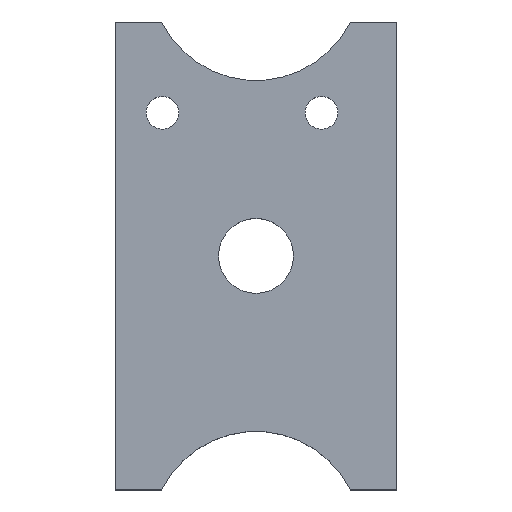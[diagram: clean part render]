
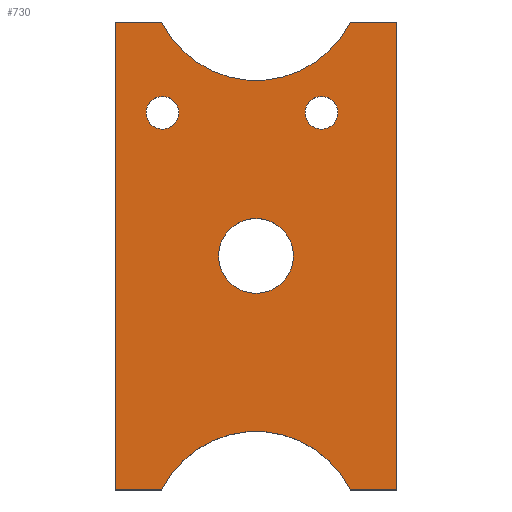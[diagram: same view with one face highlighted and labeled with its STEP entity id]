
A CAD part, top view. The second image highlights one B-rep face of the part: STEP entity #730.
In plain terms, the highlighted planar face has unit normal (0, 0, 1).
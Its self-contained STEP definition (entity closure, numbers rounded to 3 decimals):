
#2 = CARTESIAN_POINT ( 'NONE',  ( -10., 15.3, 7. ) ) ;
#15 = DIRECTION ( 'NONE',  ( 1., 0., 0. ) ) ;
#17 = CARTESIAN_POINT ( 'NONE',  ( 4., 0., 7. ) ) ;
#19 = EDGE_CURVE ( 'NONE', #324, #89, #233, .T. ) ;
#23 = AXIS2_PLACEMENT_3D ( 'NONE', #341, #661, #532 ) ;
#26 = EDGE_CURVE ( 'NONE', #528, #446, #424, .T. ) ;
#27 = DIRECTION ( 'NONE',  ( 0., 0., 1. ) ) ;
#29 = ORIENTED_EDGE ( 'NONE', *, *, #387, .T. ) ;
#34 = CARTESIAN_POINT ( 'NONE',  ( 8.75, 15.3, 7. ) ) ;
#36 = ORIENTED_EDGE ( 'NONE', *, *, #747, .T. ) ;
#41 = CARTESIAN_POINT ( 'NONE',  ( -11.75, 15.3, 7. ) ) ;
#51 = CARTESIAN_POINT ( 'NONE',  ( -15., -25., 7. ) ) ;
#75 = EDGE_CURVE ( 'NONE', #298, #330, #182, .T. ) ;
#89 = VERTEX_POINT ( 'NONE', #335 ) ;
#95 = EDGE_LOOP ( 'NONE', ( #287, #458 ) ) ;
#99 = AXIS2_PLACEMENT_3D ( 'NONE', #578, #411, #717 ) ;
#106 = ORIENTED_EDGE ( 'NONE', *, *, #674, .F. ) ;
#110 = ORIENTED_EDGE ( 'NONE', *, *, #552, .T. ) ;
#127 = DIRECTION ( 'NONE',  ( 1., 0., 0. ) ) ;
#128 = CARTESIAN_POINT ( 'NONE',  ( 0., -30., 7. ) ) ;
#131 = PLANE ( 'NONE',  #564 ) ;
#137 = CARTESIAN_POINT ( 'NONE',  ( 15., -25., 7. ) ) ;
#138 = CARTESIAN_POINT ( 'NONE',  ( -15., -25., 7. ) ) ;
#144 = VERTEX_POINT ( 'NONE', #41 ) ;
#145 = DIRECTION ( 'NONE',  ( 1., 0., 0. ) ) ;
#146 = VECTOR ( 'NONE', #713, 1000. ) ;
#150 = CARTESIAN_POINT ( 'NONE',  ( 7., 15.3, 7. ) ) ;
#155 = EDGE_CURVE ( 'NONE', #446, #528, #384, .T. ) ;
#169 = CIRCLE ( 'NONE', #191, 1.75 ) ;
#173 = VERTEX_POINT ( 'NONE', #178 ) ;
#178 = CARTESIAN_POINT ( 'NONE',  ( 15., 25., 7. ) ) ;
#181 = DIRECTION ( 'NONE',  ( 1., 0., 0. ) ) ;
#182 = CIRCLE ( 'NONE', #755, 4. ) ;
#191 = AXIS2_PLACEMENT_3D ( 'NONE', #2, #488, #127 ) ;
#195 = DIRECTION ( 'NONE',  ( 0., 0., 1. ) ) ;
#197 = DIRECTION ( 'NONE',  ( 0., -1., 0. ) ) ;
#205 = EDGE_LOOP ( 'NONE', ( #210, #221 ) ) ;
#206 = EDGE_CURVE ( 'NONE', #750, #173, #296, .T. ) ;
#210 = ORIENTED_EDGE ( 'NONE', *, *, #75, .F. ) ;
#212 = DIRECTION ( 'NONE',  ( 0., 0., -1. ) ) ;
#221 = ORIENTED_EDGE ( 'NONE', *, *, #245, .F. ) ;
#233 = CIRCLE ( 'NONE', #512, 11.25 ) ;
#245 = EDGE_CURVE ( 'NONE', #330, #298, #678, .T. ) ;
#249 = CARTESIAN_POINT ( 'NONE',  ( 0., 0., 7. ) ) ;
#252 = AXIS2_PLACEMENT_3D ( 'NONE', #443, #27, #269 ) ;
#263 = FACE_BOUND ( 'NONE', #205, .T. ) ;
#265 = AXIS2_PLACEMENT_3D ( 'NONE', #150, #475, #759 ) ;
#269 = DIRECTION ( 'NONE',  ( 1., 0., 0. ) ) ;
#275 = EDGE_CURVE ( 'NONE', #630, #688, #735, .T. ) ;
#277 = CARTESIAN_POINT ( 'NONE',  ( 10.078, -25., 7. ) ) ;
#280 = DIRECTION ( 'NONE',  ( 1., 0., 0. ) ) ;
#287 = ORIENTED_EDGE ( 'NONE', *, *, #155, .F. ) ;
#295 = CARTESIAN_POINT ( 'NONE',  ( 10.078, 25., 7. ) ) ;
#296 = LINE ( 'NONE', #659, #618 ) ;
#298 = VERTEX_POINT ( 'NONE', #377 ) ;
#302 = CARTESIAN_POINT ( 'NONE',  ( 5.25, 15.3, 7. ) ) ;
#311 = CARTESIAN_POINT ( 'NONE',  ( -15., -25., 7. ) ) ;
#312 = DIRECTION ( 'NONE',  ( 1., 0., 0. ) ) ;
#324 = VERTEX_POINT ( 'NONE', #732 ) ;
#326 = VERTEX_POINT ( 'NONE', #738 ) ;
#330 = VERTEX_POINT ( 'NONE', #17 ) ;
#331 = DIRECTION ( 'NONE',  ( 0., 1., 0. ) ) ;
#334 = DIRECTION ( 'NONE',  ( -1., 0., 0. ) ) ;
#335 = CARTESIAN_POINT ( 'NONE',  ( -10.078, 25., 7. ) ) ;
#339 = VECTOR ( 'NONE', #430, 1000. ) ;
#341 = CARTESIAN_POINT ( 'NONE',  ( -10., 15.3, 7. ) ) ;
#374 = CIRCLE ( 'NONE', #99, 11.25 ) ;
#376 = FACE_BOUND ( 'NONE', #596, .T. ) ;
#377 = CARTESIAN_POINT ( 'NONE',  ( -4., 0., 7. ) ) ;
#384 = CIRCLE ( 'NONE', #265, 1.75 ) ;
#387 = EDGE_CURVE ( 'NONE', #774, #438, #374, .T. ) ;
#404 = VECTOR ( 'NONE', #181, 1000. ) ;
#410 = ORIENTED_EDGE ( 'NONE', *, *, #548, .T. ) ;
#411 = DIRECTION ( 'NONE',  ( 0., 0., -1. ) ) ;
#416 = LINE ( 'NONE', #295, #146 ) ;
#418 = EDGE_CURVE ( 'NONE', #89, #630, #657, .T. ) ;
#424 = CIRCLE ( 'NONE', #252, 1.75 ) ;
#427 = CARTESIAN_POINT ( 'NONE',  ( -15., 25., 7. ) ) ;
#430 = DIRECTION ( 'NONE',  ( 1., 0., 0. ) ) ;
#433 = VECTOR ( 'NONE', #197, 1000. ) ;
#438 = VERTEX_POINT ( 'NONE', #277 ) ;
#441 = FACE_BOUND ( 'NONE', #95, .T. ) ;
#443 = CARTESIAN_POINT ( 'NONE',  ( 7., 15.3, 7. ) ) ;
#446 = VERTEX_POINT ( 'NONE', #34 ) ;
#455 = ORIENTED_EDGE ( 'NONE', *, *, #418, .T. ) ;
#458 = ORIENTED_EDGE ( 'NONE', *, *, #26, .F. ) ;
#466 = CARTESIAN_POINT ( 'NONE',  ( -15., 25., 7. ) ) ;
#475 = DIRECTION ( 'NONE',  ( 0., 0., 1. ) ) ;
#488 = DIRECTION ( 'NONE',  ( 0., 0., 1. ) ) ;
#500 = CARTESIAN_POINT ( 'NONE',  ( -10.078, -25., 7. ) ) ;
#503 = ORIENTED_EDGE ( 'NONE', *, *, #19, .T. ) ;
#512 = AXIS2_PLACEMENT_3D ( 'NONE', #565, #212, #145 ) ;
#528 = VERTEX_POINT ( 'NONE', #302 ) ;
#532 = DIRECTION ( 'NONE',  ( 1., 0., 0. ) ) ;
#546 = DIRECTION ( 'NONE',  ( 0., 0., 1. ) ) ;
#548 = EDGE_CURVE ( 'NONE', #688, #774, #722, .T. ) ;
#552 = EDGE_CURVE ( 'NONE', #173, #324, #416, .T. ) ;
#553 = LINE ( 'NONE', #687, #339 ) ;
#558 = FACE_OUTER_BOUND ( 'NONE', #567, .T. ) ;
#560 = AXIS2_PLACEMENT_3D ( 'NONE', #249, #546, #312 ) ;
#561 = EDGE_CURVE ( 'NONE', #326, #144, #662, .T. ) ;
#564 = AXIS2_PLACEMENT_3D ( 'NONE', #128, #195, #15 ) ;
#565 = CARTESIAN_POINT ( 'NONE',  ( 0., 30., 7. ) ) ;
#567 = EDGE_LOOP ( 'NONE', ( #110, #503, #455, #749, #410, #29, #36, #760 ) ) ;
#578 = CARTESIAN_POINT ( 'NONE',  ( 0., -30., 7. ) ) ;
#588 = CARTESIAN_POINT ( 'NONE',  ( 0., 0., 7. ) ) ;
#596 = EDGE_LOOP ( 'NONE', ( #716, #106 ) ) ;
#618 = VECTOR ( 'NONE', #331, 1000. ) ;
#630 = VERTEX_POINT ( 'NONE', #427 ) ;
#640 = DIRECTION ( 'NONE',  ( 0., 0., 1. ) ) ;
#657 = LINE ( 'NONE', #466, #693 ) ;
#659 = CARTESIAN_POINT ( 'NONE',  ( 15., -25., 7. ) ) ;
#661 = DIRECTION ( 'NONE',  ( 0., 0., 1. ) ) ;
#662 = CIRCLE ( 'NONE', #23, 1.75 ) ;
#674 = EDGE_CURVE ( 'NONE', #144, #326, #169, .T. ) ;
#678 = CIRCLE ( 'NONE', #560, 4. ) ;
#687 = CARTESIAN_POINT ( 'NONE',  ( 10.078, -25., 7. ) ) ;
#688 = VERTEX_POINT ( 'NONE', #311 ) ;
#693 = VECTOR ( 'NONE', #334, 1000. ) ;
#713 = DIRECTION ( 'NONE',  ( -1., 0., 0. ) ) ;
#716 = ORIENTED_EDGE ( 'NONE', *, *, #561, .F. ) ;
#717 = DIRECTION ( 'NONE',  ( 1., 0., 0. ) ) ;
#722 = LINE ( 'NONE', #51, #404 ) ;
#730 = ADVANCED_FACE ( 'NONE', ( #376, #441, #558, #263 ), #131, .T. ) ;
#732 = CARTESIAN_POINT ( 'NONE',  ( 10.078, 25., 7. ) ) ;
#735 = LINE ( 'NONE', #138, #433 ) ;
#738 = CARTESIAN_POINT ( 'NONE',  ( -8.25, 15.3, 7. ) ) ;
#747 = EDGE_CURVE ( 'NONE', #438, #750, #553, .T. ) ;
#749 = ORIENTED_EDGE ( 'NONE', *, *, #275, .T. ) ;
#750 = VERTEX_POINT ( 'NONE', #137 ) ;
#755 = AXIS2_PLACEMENT_3D ( 'NONE', #588, #640, #280 ) ;
#759 = DIRECTION ( 'NONE',  ( 1., 0., 0. ) ) ;
#760 = ORIENTED_EDGE ( 'NONE', *, *, #206, .T. ) ;
#774 = VERTEX_POINT ( 'NONE', #500 ) ;
